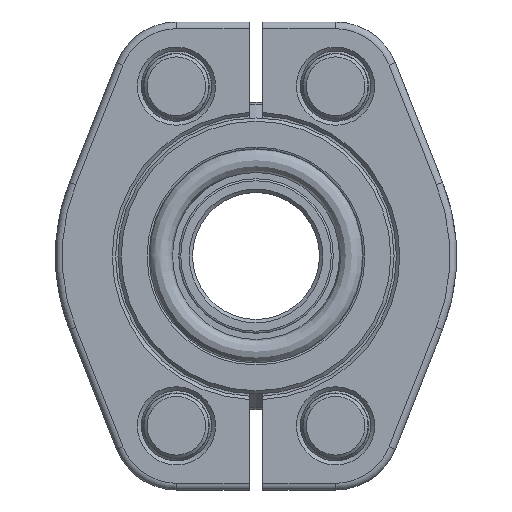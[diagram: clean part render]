
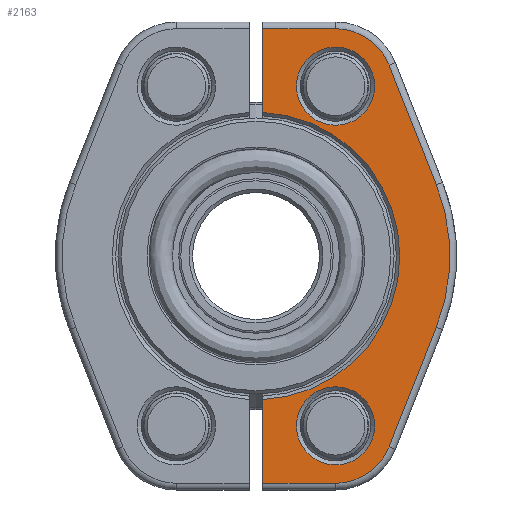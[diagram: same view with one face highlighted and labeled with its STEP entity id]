
A CAD part, left-side view. The second image highlights one B-rep face of the part: STEP entity #2163.
In plain terms, the highlighted face is planar.
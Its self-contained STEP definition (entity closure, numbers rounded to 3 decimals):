
#1004=PLANE('',#2616);
#1161=EDGE_LOOP('',(#1496));
#1162=EDGE_LOOP('',(#1497));
#1163=EDGE_LOOP('',(#1498,#1499,#1500,#1501,#1502,#1503,#1504,#1505,#1506,
#1507));
#1276=LINE('',#3551,#1336);
#1277=LINE('',#3554,#1337);
#1278=LINE('',#3558,#1338);
#1279=LINE('',#3560,#1339);
#1280=LINE('',#3564,#1340);
#1281=LINE('',#3568,#1341);
#1336=VECTOR('',#2985,1.);
#1337=VECTOR('',#2986,1.);
#1338=VECTOR('',#2989,1.);
#1339=VECTOR('',#2990,1.);
#1340=VECTOR('',#2993,1.);
#1341=VECTOR('',#2996,1.);
#1496=ORIENTED_EDGE('',*,*,#1856,.T.);
#1497=ORIENTED_EDGE('',*,*,#1857,.T.);
#1498=ORIENTED_EDGE('',*,*,#1858,.T.);
#1499=ORIENTED_EDGE('',*,*,#1859,.T.);
#1500=ORIENTED_EDGE('',*,*,#1860,.T.);
#1501=ORIENTED_EDGE('',*,*,#1861,.T.);
#1502=ORIENTED_EDGE('',*,*,#1862,.T.);
#1503=ORIENTED_EDGE('',*,*,#1863,.T.);
#1504=ORIENTED_EDGE('',*,*,#1864,.T.);
#1505=ORIENTED_EDGE('',*,*,#1865,.T.);
#1506=ORIENTED_EDGE('',*,*,#1866,.T.);
#1507=ORIENTED_EDGE('',*,*,#1867,.T.);
#1856=EDGE_CURVE('',#2440,#2440,#2034,.T.);
#1857=EDGE_CURVE('',#2441,#2441,#2035,.T.);
#1858=EDGE_CURVE('',#2442,#2443,#1276,.T.);
#1859=EDGE_CURVE('',#2443,#2444,#1277,.T.);
#1860=EDGE_CURVE('',#2444,#2445,#2036,.T.);
#1861=EDGE_CURVE('',#2445,#2446,#1278,.T.);
#1862=EDGE_CURVE('',#2446,#2447,#1279,.T.);
#1863=EDGE_CURVE('',#2447,#2448,#2037,.T.);
#1864=EDGE_CURVE('',#2448,#2449,#1280,.T.);
#1865=EDGE_CURVE('',#2449,#2450,#2038,.T.);
#1866=EDGE_CURVE('',#2450,#2451,#1281,.T.);
#1867=EDGE_CURVE('',#2451,#2442,#2039,.T.);
#2034=CIRCLE('',#2610,5.85);
#2035=CIRCLE('',#2611,5.85);
#2036=CIRCLE('',#2612,21.5);
#2037=CIRCLE('',#2613,8.6);
#2038=CIRCLE('',#2614,29.);
#2039=CIRCLE('',#2615,8.6);
#2163=ADVANCED_FACE('',(#2326,#2327,#2328),#1004,.T.);
#2326=FACE_BOUND('',#1161,.T.);
#2327=FACE_BOUND('',#1162,.T.);
#2328=FACE_BOUND('',#1163,.T.);
#2440=VERTEX_POINT('',#3548);
#2441=VERTEX_POINT('',#3550);
#2442=VERTEX_POINT('',#3552);
#2443=VERTEX_POINT('',#3553);
#2444=VERTEX_POINT('',#3555);
#2445=VERTEX_POINT('',#3557);
#2446=VERTEX_POINT('',#3559);
#2447=VERTEX_POINT('',#3561);
#2448=VERTEX_POINT('',#3563);
#2449=VERTEX_POINT('',#3565);
#2450=VERTEX_POINT('',#3567);
#2451=VERTEX_POINT('',#3569);
#2610=AXIS2_PLACEMENT_3D('',#3547,#2981,#2982);
#2611=AXIS2_PLACEMENT_3D('',#3549,#2983,#2984);
#2612=AXIS2_PLACEMENT_3D('',#3556,#2987,#2988);
#2613=AXIS2_PLACEMENT_3D('',#3562,#2991,#2992);
#2614=AXIS2_PLACEMENT_3D('',#3566,#2994,#2995);
#2615=AXIS2_PLACEMENT_3D('',#3570,#2997,#2998);
#2616=AXIS2_PLACEMENT_3D('',#3571,#2999,#3000);
#2981=DIRECTION('',(0.,0.,1.));
#2982=DIRECTION('',(-1.,0.,0.));
#2983=DIRECTION('',(0.,0.,1.));
#2984=DIRECTION('',(-1.,0.,0.));
#2985=DIRECTION('',(0.,1.,0.));
#2986=DIRECTION('',(1.,0.,0.));
#2987=DIRECTION('',(0.,0.,1.));
#2988=DIRECTION('',(-1.,0.,0.));
#2989=DIRECTION('',(1.,0.,0.));
#2990=DIRECTION('',(0.,-1.,0.));
#2991=DIRECTION('',(0.,0.,-1.));
#2992=DIRECTION('',(-1.,0.,0.));
#2993=DIRECTION('',(-0.93,-0.367,0.));
#2994=DIRECTION('',(0.,0.,-1.));
#2995=DIRECTION('',(-1.,0.,0.));
#2996=DIRECTION('',(-0.93,0.367,0.));
#2997=DIRECTION('',(0.,0.,-1.));
#2998=DIRECTION('',(-1.,0.,0.));
#2999=DIRECTION('',(0.,0.,-1.));
#3000=DIRECTION('',(-1.,0.,0.));
#3547=CARTESIAN_POINT('',(25.4,-11.9,0.));
#3548=CARTESIAN_POINT('',(19.55,-11.9,0.));
#3549=CARTESIAN_POINT('',(-25.4,-11.9,0.));
#3550=CARTESIAN_POINT('',(-31.25,-11.9,0.));
#3551=CARTESIAN_POINT('',(-34.,-11.9,0.));
#3552=CARTESIAN_POINT('',(-34.,-11.9,0.));
#3553=CARTESIAN_POINT('',(-34.,-1.,0.));
#3554=CARTESIAN_POINT('',(-42.,-1.,0.));
#3555=CARTESIAN_POINT('',(-21.477,-1.,0.));
#3556=CARTESIAN_POINT('',(0.,0.,0.));
#3557=CARTESIAN_POINT('',(21.477,-1.,0.));
#3558=CARTESIAN_POINT('',(-42.,-1.,0.));
#3559=CARTESIAN_POINT('',(34.,-1.,0.));
#3560=CARTESIAN_POINT('',(34.,-11.9,0.));
#3561=CARTESIAN_POINT('',(34.,-11.9,0.));
#3562=CARTESIAN_POINT('',(25.4,-11.9,0.));
#3563=CARTESIAN_POINT('',(28.56,-19.898,0.));
#3564=CARTESIAN_POINT('',(28.56,-19.898,0.));
#3565=CARTESIAN_POINT('',(10.655,-26.972,0.));
#3566=CARTESIAN_POINT('',(0.,0.,0.));
#3567=CARTESIAN_POINT('',(-10.655,-26.972,0.));
#3568=CARTESIAN_POINT('',(15.383,-37.258,0.));
#3569=CARTESIAN_POINT('',(-28.56,-19.898,0.));
#3570=CARTESIAN_POINT('',(-25.4,-11.9,0.));
#3571=CARTESIAN_POINT('',(25.4,-11.9,0.));
